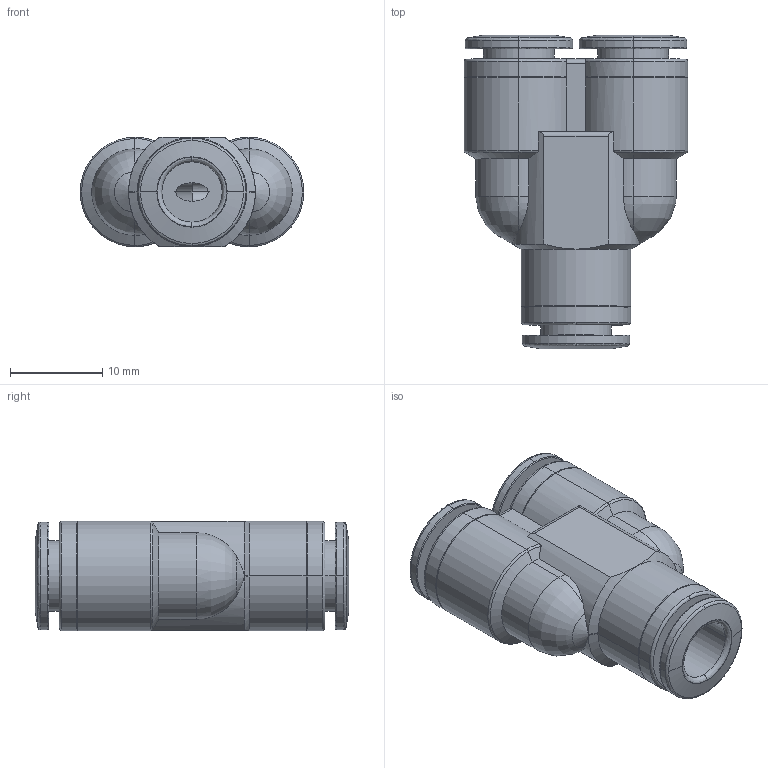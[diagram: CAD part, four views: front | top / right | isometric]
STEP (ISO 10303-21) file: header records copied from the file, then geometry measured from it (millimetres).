
FILE_DESCRIPTION (( 'STEP AP203' ), '1' );
FILE_NAME ('UY14-B.step', '2024-06-20T14:22:27', ( '' ), ( '' ), 'SwSTEP 2.0', 'SolidWorks 2023', '' );
FILE_SCHEMA (( 'CONFIG_CONTROL_DESIGN' ));
Length unit declared in the file: inch
Products named in the file (1): UY14-B
Bounding box: 24.3 x 34.09 x 11.9 mm (x, y, z)
Volume: 4352.3 mm3; surface area: 3521.3 mm2
Topology: 1 solids, 1 shells, 142 faces, 344 edges, 208 vertices
Faces by surface type: cylinder 52, cone 35, bspline 32, plane 17, torus 6
Entity records: 5082 total; most frequent: CARTESIAN_POINT 1890, ORIENTED_EDGE 680, DIRECTION 637, EDGE_CURVE 340, AXIS2_PLACEMENT_3D 271, VERTEX_POINT 208, CIRCLE 160, EDGE_LOOP 154
